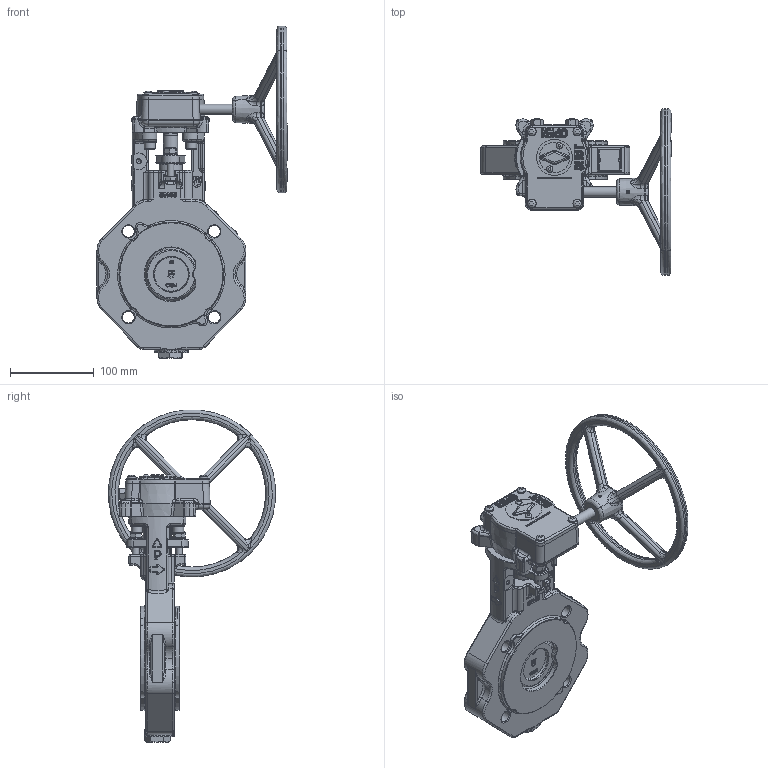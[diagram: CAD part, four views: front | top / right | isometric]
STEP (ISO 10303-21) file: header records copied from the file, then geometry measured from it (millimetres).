
FILE_DESCRIPTION(('HOOPS Exchange Step'),'2;1');
FILE_NAME('AK12_DN65_PN10-40_Getriebe.stp','2024-11-22T10:25:02+01:00',('nieru'),('Unknown organisation'),'HOOPS Exchange 2024.2','HOOPS Exchange','Unknown authorisation');
FILE_SCHEMA( ('AP203_CONFIGURATION_CONTROLLED_3D_DESIGN_OF_MECHANICAL_PARTS_AND_ASSEMBLIES_MIM_LF') );
Length unit declared in the file: millimetre
Products named in the file (4): 0; root
Assembly tree (3 placements, depth 3):
  root
    0
    0
      0
Bounding box: 227.14 x 199.24 x 396.62 mm (x, y, z)
Volume: 1570302.3 mm3; surface area: 254739.1 mm2
Topology: 39 solids, 39 shells, 3858 faces, 9203 edges, 5301 vertices
Faces by surface type: bspline 1596, cylinder 935, plane 736, torus 257, cone 201, sphere 108, extrusion 25
Full cylindrical faces by diameter (mm): 2.5 x2, 3.091 x1, 4 x1, 5 x1, 6.647 x4, 6.8 x2, 7.6 x2, 8 x10, 8.376 x4, 9 x8, 10 x4, 11.5 x1, 12 x2, 13 x6, 13.533 x1, 14 x4, 14.8 x4, 16 x3, 16.82 x1, 18 x3, 18.801 x1, 20 x2, 21 x1, 27.5 x1, 38 x2, 42.2 x1, 43 x1, 69.115 x2
Entity records: 318615 total; most frequent: CARTESIAN_POINT 242802, ORIENTED_EDGE 17974, DIRECTION 11591, EDGE_CURVE 8987, VERTEX_POINT 5301, AXIS2_PLACEMENT_3D 4699, B_SPLINE_CURVE_WITH_KNOTS 4190, EDGE_LOOP 4014
